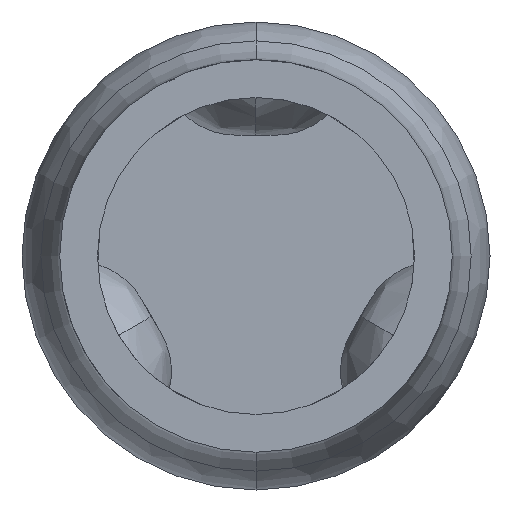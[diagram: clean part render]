
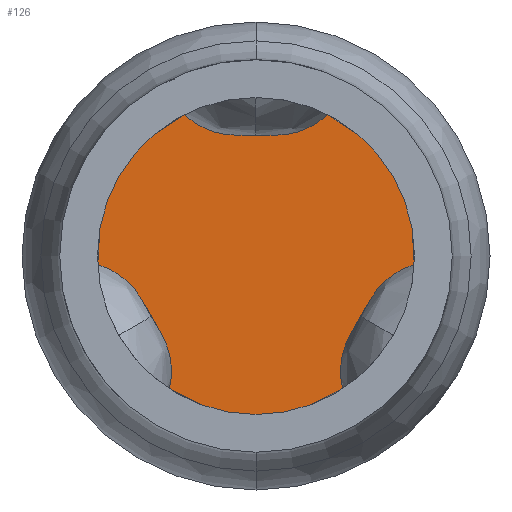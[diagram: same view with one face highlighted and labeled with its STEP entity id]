
A CAD part, front view. The second image highlights one B-rep face of the part: STEP entity #126.
In plain terms, the highlighted planar face has unit normal (0, -1, 0).
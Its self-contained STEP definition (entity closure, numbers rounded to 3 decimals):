
#126 = ADVANCED_FACE ( 'Defeature ausgef�hrt1_52', ( #1077 ), #2259, .T. ) ;
#325 = CIRCLE ( 'NONE', #3789, 0.227 ) ;
#543 = VERTEX_POINT ( 'NONE', #2548 ) ;
#622 = DIRECTION ( 'NONE',  ( 0., 0., 1. ) ) ;
#796 = DIRECTION ( 'NONE',  ( 0., 0., 1. ) ) ;
#824 = AXIS2_PLACEMENT_3D ( 'NONE', #1374, #1832, #3983 ) ;
#1077 = FACE_OUTER_BOUND ( 'NONE', #1159, .T. ) ;
#1159 = EDGE_LOOP ( 'NONE', ( #1558, #4183 ) ) ;
#1374 = CARTESIAN_POINT ( 'NONE',  ( 0., -28.741, 0. ) ) ;
#1558 = ORIENTED_EDGE ( 'NONE', *, *, #2275, .T. ) ;
#1647 = CARTESIAN_POINT ( 'NONE',  ( 0., -28.741, 0.227 ) ) ;
#1832 = DIRECTION ( 'NONE',  ( 0., -1., 0. ) ) ;
#2259 = PLANE ( 'NONE',  #824 ) ;
#2275 = EDGE_CURVE ( 'Defeature ausgef�hrt1_52+Defeature ausgef�hrt1_51+Defeature ausgef�hrt1_51+Defeature ausgef�hrt1_51', #5068, #543, #325, .T. ) ;
#2548 = CARTESIAN_POINT ( 'NONE',  ( 0., -28.741, -0.227 ) ) ;
#3331 = DIRECTION ( 'NONE',  ( 0., -1., 0. ) ) ;
#3621 = CIRCLE ( 'NONE', #5315, 0.227 ) ;
#3789 = AXIS2_PLACEMENT_3D ( 'NONE', #4685, #4407, #622 ) ;
#3790 = CARTESIAN_POINT ( 'NONE',  ( 0., -28.741, 0. ) ) ;
#3983 = DIRECTION ( 'NONE',  ( 0., 0., -1. ) ) ;
#4183 = ORIENTED_EDGE ( 'NONE', *, *, #4712, .T. ) ;
#4407 = DIRECTION ( 'NONE',  ( 0., -1., 0. ) ) ;
#4685 = CARTESIAN_POINT ( 'NONE',  ( 0., -28.741, 0. ) ) ;
#4712 = EDGE_CURVE ( 'Defeature ausgef�hrt1_52+Defeature ausgef�hrt1_51+Defeature ausgef�hrt1_51+Defeature ausgef�hrt1_51', #543, #5068, #3621, .T. ) ;
#5068 = VERTEX_POINT ( 'NONE', #1647 ) ;
#5315 = AXIS2_PLACEMENT_3D ( 'NONE', #3790, #3331, #796 ) ;
